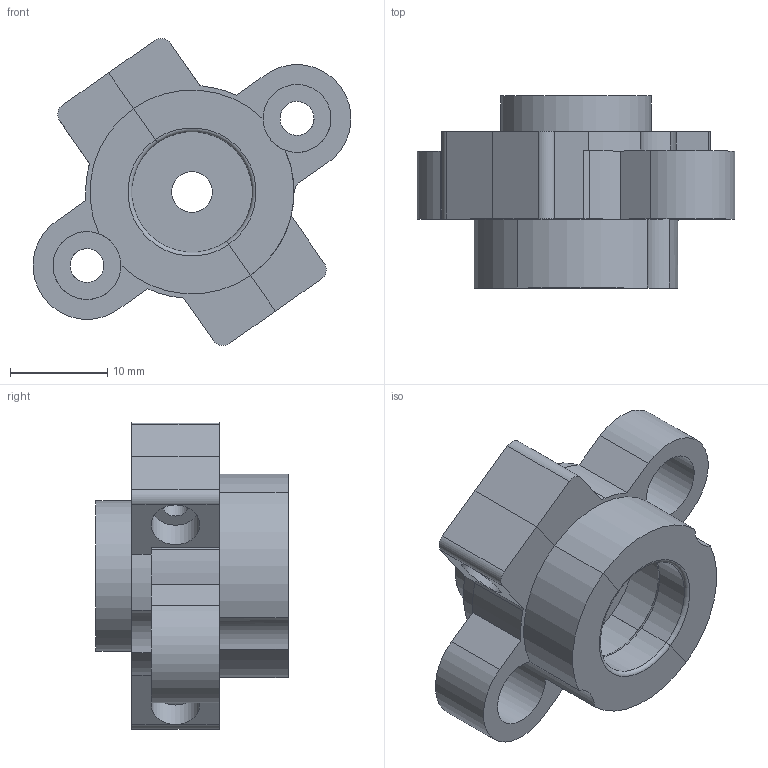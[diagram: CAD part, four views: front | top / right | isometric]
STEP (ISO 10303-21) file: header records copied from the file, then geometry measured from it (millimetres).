
FILE_DESCRIPTION(/* description */ (''),/* implementation_level */ '2;1');
FILE_NAME(/* name */ 'j_head_adapter.step',/* time_stamp */ '2019-01-13T14:57:22+01:00',/* author */ (''),/* organization */ (''),/* preprocessor_version */ 'ST-DEVELOPER v17.2',/* originating_system */ 'Autodesk Translation Framework v7.6.0.251',/* authorisation */ '');
FILE_SCHEMA (('AUTOMOTIVE_DESIGN { 1 0 10303 214 3 1 1 }'));
Length unit declared in the file: millimetre
Products named in the file (3): (Unsaved); hot_end_adapter_jhead; KVT 001M2,5 (1)
Assembly tree (3 placements, depth 3):
  (Unsaved)
    hot_end_adapter_jhead
      KVT 001M2,5 (1)  x2
Bounding box: 32.68 x 19.8 x 31.57 mm (x, y, z)
Volume: 6334 mm3; surface area: 5114.3 mm2
Topology: 2 solids, 510 shells, 591 faces, 3192 edges, 3100 vertices
Faces by surface type: plane 530, cylinder 45, cone 12, torus 4
Full cylindrical faces by diameter (mm): 2.013 x2, 2.7 x2, 3.443 x2, 3.5 x2, 3.8 x2, 4.2 x1, 5 x2, 7 x2, 15.6 x1
Entity records: 17966 total; most frequent: CARTESIAN_POINT 3678, DIRECTION 3020, ORIENTED_EDGE 1943, EDGE_CURVE 1709, VERTEX_POINT 1625, LINE 1086, VECTOR 1086, AXIS2_PLACEMENT_3D 967
